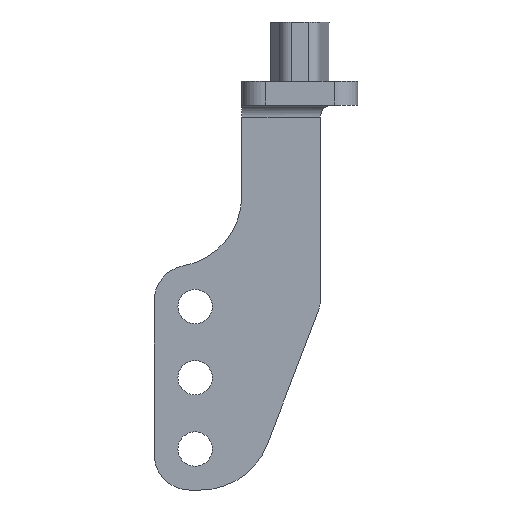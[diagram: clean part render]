
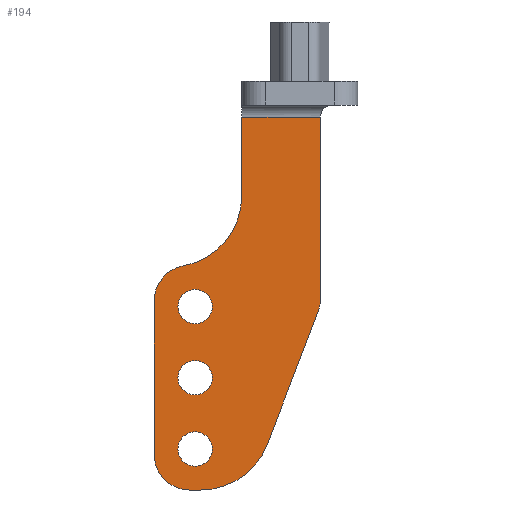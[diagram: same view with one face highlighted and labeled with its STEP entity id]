
A CAD part, left-side view. The second image highlights one B-rep face of the part: STEP entity #194.
In plain terms, the highlighted planar face has unit normal (-1, 0, 0).
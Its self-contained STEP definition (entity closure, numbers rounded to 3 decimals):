
#4 = VERTEX_POINT ( 'NONE', #671 ) ;
#5 = VERTEX_POINT ( 'NONE', #670 ) ;
#9 = EDGE_CURVE ( 'NONE', #4, #5, #668, .T. ) ;
#69 = VERTEX_POINT ( 'NONE', #566 ) ;
#71 = EDGE_CURVE ( 'NONE', #69, #72, #565, .T. ) ;
#72 = VERTEX_POINT ( 'NONE', #560 ) ;
#80 = EDGE_CURVE ( 'NONE', #81, #82, #716, .T. ) ;
#81 = VERTEX_POINT ( 'NONE', #707 ) ;
#82 = VERTEX_POINT ( 'NONE', #706 ) ;
#174 = VERTEX_POINT ( 'NONE', #901 ) ;
#178 = VERTEX_POINT ( 'NONE', #894 ) ;
#179 = VERTEX_POINT ( 'NONE', #893 ) ;
#182 = VERTEX_POINT ( 'NONE', #888 ) ;
#188 = ORIENTED_EDGE ( 'NONE', *, *, #381, .T. ) ;
#189 = EDGE_LOOP ( 'NONE', ( #301, #305, #308, #188, #382, #383, #198, #330, #332, #335, #338 ) ) ;
#194 = ADVANCED_FACE ( 'NONE', ( #920, #919, #918, #917 ), #695, .T. ) ;
#195 = EDGE_LOOP ( 'NONE', ( #200, #201 ) ) ;
#197 = VERTEX_POINT ( 'NONE', #961 ) ;
#198 = ORIENTED_EDGE ( 'NONE', *, *, #199, .T. ) ;
#199 = EDGE_CURVE ( 'NONE', #197, #178, #944, .T. ) ;
#200 = ORIENTED_EDGE ( 'NONE', *, *, #9, .F. ) ;
#201 = ORIENTED_EDGE ( 'NONE', *, *, #202, .F. ) ;
#202 = EDGE_CURVE ( 'NONE', #5, #4, #959, .T. ) ;
#203 = EDGE_LOOP ( 'NONE', ( #385, #386 ) ) ;
#218 = EDGE_LOOP ( 'NONE', ( #219, #220 ) ) ;
#219 = ORIENTED_EDGE ( 'NONE', *, *, #80, .F. ) ;
#220 = ORIENTED_EDGE ( 'NONE', *, *, #221, .F. ) ;
#221 = EDGE_CURVE ( 'NONE', #82, #81, #937, .T. ) ;
#301 = ORIENTED_EDGE ( 'NONE', *, *, #302, .F. ) ;
#302 = EDGE_CURVE ( 'NONE', #303, #304, #1239, .T. ) ;
#303 = VERTEX_POINT ( 'NONE', #1235 ) ;
#304 = VERTEX_POINT ( 'NONE', #1234 ) ;
#305 = ORIENTED_EDGE ( 'NONE', *, *, #306, .T. ) ;
#306 = EDGE_CURVE ( 'NONE', #303, #307, #1233, .T. ) ;
#307 = VERTEX_POINT ( 'NONE', #1255 ) ;
#308 = ORIENTED_EDGE ( 'NONE', *, *, #309, .T. ) ;
#309 = EDGE_CURVE ( 'NONE', #307, #310, #1254, .T. ) ;
#310 = VERTEX_POINT ( 'NONE', #1266 ) ;
#325 = EDGE_CURVE ( 'NONE', #182, #174, #1300, .T. ) ;
#330 = ORIENTED_EDGE ( 'NONE', *, *, #331, .F. ) ;
#331 = EDGE_CURVE ( 'NONE', #179, #178, #1285, .T. ) ;
#332 = ORIENTED_EDGE ( 'NONE', *, *, #333, .T. ) ;
#333 = EDGE_CURVE ( 'NONE', #179, #334, #1293, .T. ) ;
#334 = VERTEX_POINT ( 'NONE', #1278 ) ;
#335 = ORIENTED_EDGE ( 'NONE', *, *, #336, .T. ) ;
#336 = EDGE_CURVE ( 'NONE', #334, #337, #1277, .T. ) ;
#337 = VERTEX_POINT ( 'NONE', #1326 ) ;
#338 = ORIENTED_EDGE ( 'NONE', *, *, #339, .T. ) ;
#339 = EDGE_CURVE ( 'NONE', #337, #304, #1324, .T. ) ;
#381 = EDGE_CURVE ( 'NONE', #310, #174, #1364, .T. ) ;
#382 = ORIENTED_EDGE ( 'NONE', *, *, #325, .F. ) ;
#383 = ORIENTED_EDGE ( 'NONE', *, *, #384, .T. ) ;
#384 = EDGE_CURVE ( 'NONE', #182, #197, #1380, .T. ) ;
#385 = ORIENTED_EDGE ( 'NONE', *, *, #71, .F. ) ;
#386 = ORIENTED_EDGE ( 'NONE', *, *, #387, .F. ) ;
#387 = EDGE_CURVE ( 'NONE', #72, #69, #1411, .T. ) ;
#560 = CARTESIAN_POINT ( 'NONE',  ( -0.55, 6.128, -11.48 ) ) ;
#561 = DIRECTION ( 'NONE',  ( 0., 0., 1. ) ) ;
#562 = DIRECTION ( 'NONE',  ( -1., 0., 0. ) ) ;
#563 = CARTESIAN_POINT ( 'NONE',  ( -0.55, 6.852, -11.48 ) ) ;
#564 = AXIS2_PLACEMENT_3D ( 'NONE', #563, #562, #561 ) ;
#565 = CIRCLE ( 'NONE', #564, 0.724 ) ;
#566 = CARTESIAN_POINT ( 'NONE',  ( -0.55, 7.576, -11.48 ) ) ;
#664 = DIRECTION ( 'NONE',  ( 0., 0., 1. ) ) ;
#665 = DIRECTION ( 'NONE',  ( -1., 0., 0. ) ) ;
#666 = CARTESIAN_POINT ( 'NONE',  ( -0.55, 6.852, -8.48 ) ) ;
#667 = AXIS2_PLACEMENT_3D ( 'NONE', #666, #665, #664 ) ;
#668 = CIRCLE ( 'NONE', #667, 0.724 ) ;
#670 = CARTESIAN_POINT ( 'NONE',  ( -0.55, 6.128, -8.48 ) ) ;
#671 = CARTESIAN_POINT ( 'NONE',  ( -0.55, 7.576, -8.48 ) ) ;
#695 = PLANE ( 'NONE',  #732 ) ;
#706 = CARTESIAN_POINT ( 'NONE',  ( -0.55, 6.128, -14.48 ) ) ;
#707 = CARTESIAN_POINT ( 'NONE',  ( -0.55, 7.576, -14.48 ) ) ;
#708 = DIRECTION ( 'NONE',  ( 0., 0., 1. ) ) ;
#709 = DIRECTION ( 'NONE',  ( -1., 0., 0. ) ) ;
#710 = CARTESIAN_POINT ( 'NONE',  ( -0.55, 6.852, -14.48 ) ) ;
#711 = AXIS2_PLACEMENT_3D ( 'NONE', #710, #709, #708 ) ;
#716 = CIRCLE ( 'NONE', #711, 0.724 ) ;
#731 = DIRECTION ( 'NONE',  ( -1., 0., 0. ) ) ;
#732 = AXIS2_PLACEMENT_3D ( 'NONE', #733, #731, #750 ) ;
#733 = CARTESIAN_POINT ( 'NONE',  ( -0.55, 1.576, -16.204 ) ) ;
#750 = DIRECTION ( 'NONE',  ( 0., 0., 1. ) ) ;
#888 = CARTESIAN_POINT ( 'NONE',  ( -0.55, 4.886, -3.814 ) ) ;
#893 = CARTESIAN_POINT ( 'NONE',  ( -0.55, 8.576, -14.704 ) ) ;
#894 = CARTESIAN_POINT ( 'NONE',  ( -0.55, 8.576, -8.24 ) ) ;
#901 = CARTESIAN_POINT ( 'NONE',  ( -0.55, 4.886, -0.5 ) ) ;
#917 = FACE_OUTER_BOUND ( 'NONE', #189, .T. ) ;
#918 = FACE_BOUND ( 'NONE', #218, .T. ) ;
#919 = FACE_BOUND ( 'NONE', #203, .T. ) ;
#920 = FACE_BOUND ( 'NONE', #195, .T. ) ;
#935 = CARTESIAN_POINT ( 'NONE',  ( -0.55, 6.852, -14.48 ) ) ;
#936 = AXIS2_PLACEMENT_3D ( 'NONE', #935, #942, #941 ) ;
#937 = CIRCLE ( 'NONE', #936, 0.724 ) ;
#938 = DIRECTION ( 'NONE',  ( -1., 0., 0. ) ) ;
#939 = CARTESIAN_POINT ( 'NONE',  ( -0.55, 7.076, -8.24 ) ) ;
#941 = DIRECTION ( 'NONE',  ( 0., 0., 1. ) ) ;
#942 = DIRECTION ( 'NONE',  ( -1., 0., 0. ) ) ;
#943 = AXIS2_PLACEMENT_3D ( 'NONE', #939, #938, #956 ) ;
#944 = CIRCLE ( 'NONE', #943, 1.5 ) ;
#946 = DIRECTION ( 'NONE',  ( -1., 0., 0. ) ) ;
#947 = CARTESIAN_POINT ( 'NONE',  ( -0.55, 6.852, -8.48 ) ) ;
#950 = DIRECTION ( 'NONE',  ( 0., 0., 1. ) ) ;
#955 = AXIS2_PLACEMENT_3D ( 'NONE', #947, #946, #950 ) ;
#956 = DIRECTION ( 'NONE',  ( 0., 0., 1. ) ) ;
#959 = CIRCLE ( 'NONE', #955, 0.724 ) ;
#961 = CARTESIAN_POINT ( 'NONE',  ( -0.55, 7.346, -6.765 ) ) ;
#1229 = DIRECTION ( 'NONE',  ( 0., 0., 1. ) ) ;
#1230 = DIRECTION ( 'NONE',  ( -1., 0., 0. ) ) ;
#1231 = CARTESIAN_POINT ( 'NONE',  ( -0.55, 2.576, -8.249 ) ) ;
#1232 = AXIS2_PLACEMENT_3D ( 'NONE', #1231, #1230, #1229 ) ;
#1233 = CIRCLE ( 'NONE', #1232, 1. ) ;
#1234 = CARTESIAN_POINT ( 'NONE',  ( -0.55, 3.81, -14.276 ) ) ;
#1235 = CARTESIAN_POINT ( 'NONE',  ( -0.55, 1.642, -8.607 ) ) ;
#1236 = DIRECTION ( 'NONE',  ( 0., 0.357, -0.934 ) ) ;
#1237 = VECTOR ( 'NONE', #1236, 1000. ) ;
#1238 = CARTESIAN_POINT ( 'NONE',  ( -0.55, 4.169, -15.212 ) ) ;
#1239 = LINE ( 'NONE', #1238, #1237 ) ;
#1251 = DIRECTION ( 'NONE',  ( 0., 0., 1. ) ) ;
#1252 = VECTOR ( 'NONE', #1251, 1000. ) ;
#1253 = CARTESIAN_POINT ( 'NONE',  ( -0.55, 1.576, -16.204 ) ) ;
#1254 = LINE ( 'NONE', #1253, #1252 ) ;
#1255 = CARTESIAN_POINT ( 'NONE',  ( -0.55, 1.576, -8.249 ) ) ;
#1266 = CARTESIAN_POINT ( 'NONE',  ( -0.55, 1.576, -0.5 ) ) ;
#1274 = DIRECTION ( 'NONE',  ( 0., -1., 0. ) ) ;
#1275 = VECTOR ( 'NONE', #1274, 1000. ) ;
#1276 = CARTESIAN_POINT ( 'NONE',  ( -0.55, 1.576, -16.204 ) ) ;
#1277 = LINE ( 'NONE', #1276, #1275 ) ;
#1278 = CARTESIAN_POINT ( 'NONE',  ( -0.55, 7.076, -16.204 ) ) ;
#1279 = DIRECTION ( 'NONE',  ( 0., 0., 1. ) ) ;
#1284 = CARTESIAN_POINT ( 'NONE',  ( -0.55, 8.576, -16.204 ) ) ;
#1285 = LINE ( 'NONE', #1284, #1295 ) ;
#1290 = DIRECTION ( 'NONE',  ( -1., 0., 0. ) ) ;
#1291 = CARTESIAN_POINT ( 'NONE',  ( -0.55, 7.076, -14.704 ) ) ;
#1292 = AXIS2_PLACEMENT_3D ( 'NONE', #1291, #1290, #1279 ) ;
#1293 = CIRCLE ( 'NONE', #1292, 1.5 ) ;
#1294 = DIRECTION ( 'NONE',  ( 0., 0., 1. ) ) ;
#1295 = VECTOR ( 'NONE', #1294, 1000. ) ;
#1297 = DIRECTION ( 'NONE',  ( 0., 0., 1. ) ) ;
#1298 = VECTOR ( 'NONE', #1297, 1000. ) ;
#1299 = CARTESIAN_POINT ( 'NONE',  ( -0.55, 4.886, -16.204 ) ) ;
#1300 = LINE ( 'NONE', #1299, #1298 ) ;
#1320 = DIRECTION ( 'NONE',  ( 0., 0., 1. ) ) ;
#1321 = DIRECTION ( 'NONE',  ( -1., 0., 0. ) ) ;
#1322 = CARTESIAN_POINT ( 'NONE',  ( -0.55, 6.612, -13.204 ) ) ;
#1323 = AXIS2_PLACEMENT_3D ( 'NONE', #1322, #1321, #1320 ) ;
#1324 = CIRCLE ( 'NONE', #1323, 3. ) ;
#1326 = CARTESIAN_POINT ( 'NONE',  ( -0.55, 6.612, -16.204 ) ) ;
#1343 = VECTOR ( 'NONE', #1344, 1000. ) ;
#1344 = DIRECTION ( 'NONE',  ( 0., 1., 0. ) ) ;
#1345 = DIRECTION ( 'NONE',  ( 1., 0., 0. ) ) ;
#1346 = CARTESIAN_POINT ( 'NONE',  ( -0.55, 7.886, -3.814 ) ) ;
#1363 = CARTESIAN_POINT ( 'NONE',  ( -0.55, 1.576, -0.5 ) ) ;
#1364 = LINE ( 'NONE', #1363, #1343 ) ;
#1365 = AXIS2_PLACEMENT_3D ( 'NONE', #1346, #1345, #1378 ) ;
#1378 = DIRECTION ( 'NONE',  ( 0., 0., 1. ) ) ;
#1380 = CIRCLE ( 'NONE', #1365, 3. ) ;
#1403 = AXIS2_PLACEMENT_3D ( 'NONE', #1508, #1466, #1518 ) ;
#1411 = CIRCLE ( 'NONE', #1403, 0.724 ) ;
#1466 = DIRECTION ( 'NONE',  ( -1., 0., 0. ) ) ;
#1508 = CARTESIAN_POINT ( 'NONE',  ( -0.55, 6.852, -11.48 ) ) ;
#1518 = DIRECTION ( 'NONE',  ( 0., 0., 1. ) ) ;
